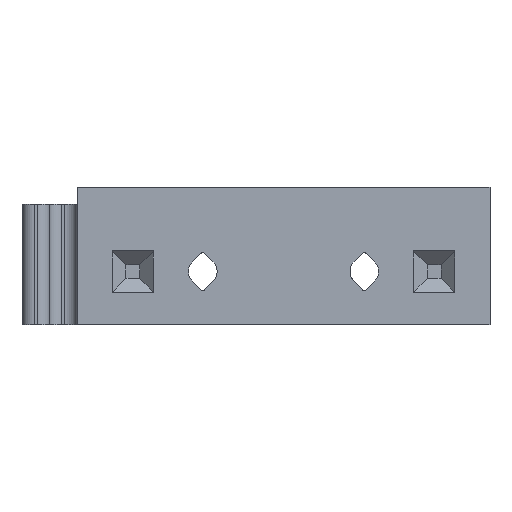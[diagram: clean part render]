
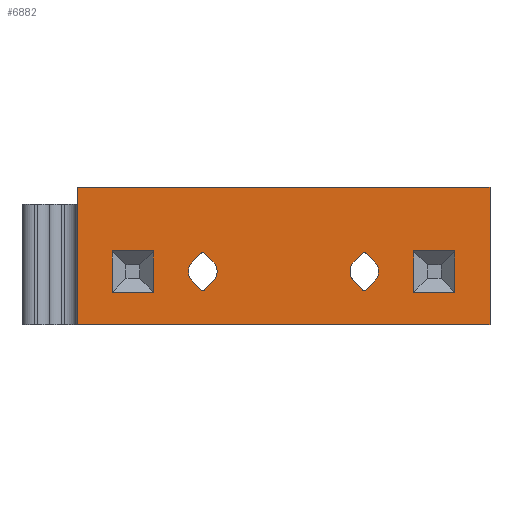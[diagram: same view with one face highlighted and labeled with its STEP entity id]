
A CAD part, front view. The second image highlights one B-rep face of the part: STEP entity #6882.
In plain terms, the highlighted planar face has unit normal (0, -1, 0).
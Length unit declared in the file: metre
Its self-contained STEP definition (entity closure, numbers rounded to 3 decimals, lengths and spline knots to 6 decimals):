
#137=PLANE('',#7398);
#377=CIRCLE('',#7374,0.002075);
#382=CIRCLE('',#7395,0.002075);
#385=CIRCLE('',#7399,0.0004);
#386=CIRCLE('',#7400,0.002075);
#387=CIRCLE('',#7401,0.0004);
#388=CIRCLE('',#7402,0.002075);
#389=CIRCLE('',#7403,0.0004);
#390=CIRCLE('',#7404,0.0004);
#580=LINE('',#9985,#1269);
#714=LINE('',#10410,#1403);
#888=LINE('',#11140,#1577);
#889=LINE('',#11143,#1578);
#890=LINE('',#11145,#1579);
#891=LINE('',#11147,#1580);
#892=LINE('',#11148,#1581);
#893=LINE('',#11151,#1582);
#894=LINE('',#11153,#1583);
#895=LINE('',#11155,#1584);
#896=LINE('',#11156,#1585);
#897=LINE('',#11157,#1586);
#898=LINE('',#11158,#1587);
#899=LINE('',#11160,#1588);
#900=LINE('',#11164,#1589);
#901=LINE('',#11168,#1590);
#902=LINE('',#11171,#1591);
#903=LINE('',#11176,#1592);
#904=LINE('',#11180,#1593);
#905=LINE('',#11181,#1594);
#1269=VECTOR('',#7776,1.);
#1403=VECTOR('',#8036,1.);
#1577=VECTOR('',#8516,1.);
#1578=VECTOR('',#8517,1.);
#1579=VECTOR('',#8518,1.);
#1580=VECTOR('',#8519,1.);
#1581=VECTOR('',#8520,1.);
#1582=VECTOR('',#8521,1.);
#1583=VECTOR('',#8522,1.);
#1584=VECTOR('',#8523,1.);
#1585=VECTOR('',#8524,1.);
#1586=VECTOR('',#8525,1.);
#1587=VECTOR('',#8526,1.);
#1588=VECTOR('',#8527,1.);
#1589=VECTOR('',#8530,1.);
#1590=VECTOR('',#8533,1.);
#1591=VECTOR('',#8536,1.);
#1592=VECTOR('',#8539,1.);
#1593=VECTOR('',#8542,1.);
#1594=VECTOR('',#8543,1.);
#2743=ORIENTED_EDGE('',*,*,#4641,.F.);
#2744=ORIENTED_EDGE('',*,*,#4642,.F.);
#2745=ORIENTED_EDGE('',*,*,#4643,.T.);
#2746=ORIENTED_EDGE('',*,*,#4644,.T.);
#2747=ORIENTED_EDGE('',*,*,#4645,.F.);
#2748=ORIENTED_EDGE('',*,*,#4646,.F.);
#2749=ORIENTED_EDGE('',*,*,#4647,.T.);
#2750=ORIENTED_EDGE('',*,*,#4648,.T.);
#2751=ORIENTED_EDGE('',*,*,#4649,.T.);
#2752=ORIENTED_EDGE('',*,*,#4321,.F.);
#2753=ORIENTED_EDGE('',*,*,#4650,.T.);
#2754=ORIENTED_EDGE('',*,*,#4138,.T.);
#2755=ORIENTED_EDGE('',*,*,#4651,.F.);
#2756=ORIENTED_EDGE('',*,*,#4636,.F.);
#2757=ORIENTED_EDGE('',*,*,#4652,.F.);
#2758=ORIENTED_EDGE('',*,*,#4653,.F.);
#2759=ORIENTED_EDGE('',*,*,#4654,.T.);
#2760=ORIENTED_EDGE('',*,*,#4655,.F.);
#2761=ORIENTED_EDGE('',*,*,#4656,.T.);
#2762=ORIENTED_EDGE('',*,*,#4657,.F.);
#2763=ORIENTED_EDGE('',*,*,#4658,.F.);
#2764=ORIENTED_EDGE('',*,*,#4659,.F.);
#2765=ORIENTED_EDGE('',*,*,#4660,.F.);
#2766=ORIENTED_EDGE('',*,*,#4661,.F.);
#2767=ORIENTED_EDGE('',*,*,#4662,.T.);
#2768=ORIENTED_EDGE('',*,*,#4596,.F.);
#2769=ORIENTED_EDGE('',*,*,#4663,.T.);
#2770=ORIENTED_EDGE('',*,*,#4664,.F.);
#4138=EDGE_CURVE('',#5150,#5149,#580,.F.);
#4321=EDGE_CURVE('',#5308,#5309,#714,.F.);
#4596=EDGE_CURVE('',#5527,#5528,#377,.T.);
#4636=EDGE_CURVE('',#5567,#5548,#382,.T.);
#4641=EDGE_CURVE('',#5572,#5573,#888,.T.);
#4642=EDGE_CURVE('',#5574,#5572,#889,.T.);
#4643=EDGE_CURVE('',#5574,#5575,#890,.T.);
#4644=EDGE_CURVE('',#5575,#5573,#891,.T.);
#4645=EDGE_CURVE('',#5576,#5577,#892,.T.);
#4646=EDGE_CURVE('',#5578,#5576,#893,.T.);
#4647=EDGE_CURVE('',#5578,#5579,#894,.T.);
#4648=EDGE_CURVE('',#5579,#5577,#895,.T.);
#4649=EDGE_CURVE('',#5149,#5309,#896,.T.);
#4650=EDGE_CURVE('',#5308,#5150,#897,.T.);
#4651=EDGE_CURVE('',#5548,#5580,#898,.T.);
#4652=EDGE_CURVE('',#5581,#5567,#899,.T.);
#4653=EDGE_CURVE('',#5582,#5581,#385,.T.);
#4654=EDGE_CURVE('',#5582,#5583,#900,.T.);
#4655=EDGE_CURVE('',#5584,#5583,#386,.T.);
#4656=EDGE_CURVE('',#5584,#5585,#901,.T.);
#4657=EDGE_CURVE('',#5580,#5585,#387,.T.);
#4658=EDGE_CURVE('',#5586,#5587,#902,.T.);
#4659=EDGE_CURVE('',#5588,#5586,#388,.T.);
#4660=EDGE_CURVE('',#5589,#5588,#903,.T.);
#4661=EDGE_CURVE('',#5590,#5589,#389,.T.);
#4662=EDGE_CURVE('',#5590,#5528,#904,.T.);
#4663=EDGE_CURVE('',#5527,#5591,#905,.T.);
#4664=EDGE_CURVE('',#5587,#5591,#390,.T.);
#5149=VERTEX_POINT('',#9984);
#5150=VERTEX_POINT('',#9986);
#5308=VERTEX_POINT('',#10409);
#5309=VERTEX_POINT('',#10411);
#5527=VERTEX_POINT('',#11020);
#5528=VERTEX_POINT('',#11022);
#5548=VERTEX_POINT('',#11076);
#5567=VERTEX_POINT('',#11129);
#5572=VERTEX_POINT('',#11141);
#5573=VERTEX_POINT('',#11142);
#5574=VERTEX_POINT('',#11144);
#5575=VERTEX_POINT('',#11146);
#5576=VERTEX_POINT('',#11149);
#5577=VERTEX_POINT('',#11150);
#5578=VERTEX_POINT('',#11152);
#5579=VERTEX_POINT('',#11154);
#5580=VERTEX_POINT('',#11159);
#5581=VERTEX_POINT('',#11161);
#5582=VERTEX_POINT('',#11163);
#5583=VERTEX_POINT('',#11165);
#5584=VERTEX_POINT('',#11167);
#5585=VERTEX_POINT('',#11169);
#5586=VERTEX_POINT('',#11172);
#5587=VERTEX_POINT('',#11173);
#5588=VERTEX_POINT('',#11175);
#5589=VERTEX_POINT('',#11177);
#5590=VERTEX_POINT('',#11179);
#5591=VERTEX_POINT('',#11182);
#6049=EDGE_LOOP('',(#2743,#2744,#2745,#2746));
#6050=EDGE_LOOP('',(#2747,#2748,#2749,#2750));
#6051=EDGE_LOOP('',(#2751,#2752,#2753,#2754));
#6052=EDGE_LOOP('',(#2755,#2756,#2757,#2758,#2759,#2760,#2761,#2762));
#6053=EDGE_LOOP('',(#2763,#2764,#2765,#2766,#2767,#2768,#2769,#2770));
#6444=FACE_BOUND('',#6049,.T.);
#6445=FACE_BOUND('',#6050,.T.);
#6446=FACE_BOUND('',#6051,.T.);
#6447=FACE_BOUND('',#6052,.T.);
#6448=FACE_BOUND('',#6053,.T.);
#6882=ADVANCED_FACE('',(#6444,#6445,#6446,#6447,#6448),#137,.T.);
#7374=AXIS2_PLACEMENT_3D('',#11021,#8451,#8452);
#7395=AXIS2_PLACEMENT_3D('',#11130,#8506,#8507);
#7398=AXIS2_PLACEMENT_3D('',#11139,#8514,#8515);
#7399=AXIS2_PLACEMENT_3D('',#11162,#8528,#8529);
#7400=AXIS2_PLACEMENT_3D('',#11166,#8531,#8532);
#7401=AXIS2_PLACEMENT_3D('',#11170,#8534,#8535);
#7402=AXIS2_PLACEMENT_3D('',#11174,#8537,#8538);
#7403=AXIS2_PLACEMENT_3D('',#11178,#8540,#8541);
#7404=AXIS2_PLACEMENT_3D('',#11183,#8544,#8545);
#7776=DIRECTION('',(1.,0.,0.));
#8036=DIRECTION('',(1.,0.,0.));
#8451=DIRECTION('',(0.,-1.,0.));
#8452=DIRECTION('',(1.,0.,0.));
#8506=DIRECTION('',(0.,-1.,0.));
#8507=DIRECTION('',(1.,0.,0.));
#8514=DIRECTION('',(0.,-1.,0.));
#8515=DIRECTION('',(1.,0.,0.));
#8516=DIRECTION('',(0.,0.,1.));
#8517=DIRECTION('',(1.,0.,0.));
#8518=DIRECTION('',(0.,0.,1.));
#8519=DIRECTION('',(1.,0.,0.));
#8520=DIRECTION('',(-1.,0.,0.));
#8521=DIRECTION('',(0.,0.,1.));
#8522=DIRECTION('',(-1.,0.,0.));
#8523=DIRECTION('',(0.,0.,1.));
#8524=DIRECTION('',(0.,0.,-1.));
#8525=DIRECTION('',(0.,0.,1.));
#8526=DIRECTION('',(0.707,0.,-0.707));
#8527=DIRECTION('',(-0.707,0.,-0.707));
#8528=DIRECTION('',(0.,-1.,0.));
#8529=DIRECTION('',(1.,0.,0.));
#8530=DIRECTION('',(0.707,0.,-0.707));
#8531=DIRECTION('',(0.,-1.,0.));
#8532=DIRECTION('',(1.,0.,0.));
#8533=DIRECTION('',(-0.707,0.,-0.707));
#8534=DIRECTION('',(0.,-1.,0.));
#8535=DIRECTION('',(1.,0.,0.));
#8536=DIRECTION('',(0.707,0.,-0.707));
#8537=DIRECTION('',(0.,-1.,0.));
#8538=DIRECTION('',(1.,0.,0.));
#8539=DIRECTION('',(-0.707,0.,-0.707));
#8540=DIRECTION('',(0.,-1.,0.));
#8541=DIRECTION('',(1.,0.,0.));
#8542=DIRECTION('',(0.707,0.,-0.707));
#8543=DIRECTION('',(-0.707,0.,-0.707));
#8544=DIRECTION('',(0.,-1.,0.));
#8545=DIRECTION('',(1.,0.,0.));
#9984=CARTESIAN_POINT('',(1.59,1.230025,0.38));
#9985=CARTESIAN_POINT('',(1.397889,1.230025,0.38));
#9986=CARTESIAN_POINT('',(1.65,1.230025,0.38));
#10409=CARTESIAN_POINT('',(1.65,1.230025,0.36));
#10410=CARTESIAN_POINT('',(1.697889,1.230025,0.36));
#10411=CARTESIAN_POINT('',(1.59,1.230025,0.36));
#11020=CARTESIAN_POINT('',(1.609734,1.230025,0.366266));
#11021=CARTESIAN_POINT('',(1.608267,1.230025,0.367733));
#11022=CARTESIAN_POINT('',(1.609734,1.230025,0.369201));
#11076=CARTESIAN_POINT('',(1.630266,1.230025,0.366266));
#11129=CARTESIAN_POINT('',(1.630266,1.230025,0.369201));
#11130=CARTESIAN_POINT('',(1.631733,1.230025,0.367733));
#11139=CARTESIAN_POINT('',(1.397889,1.230025,0.38));
#11140=CARTESIAN_POINT('',(1.644904,1.230025,0.369233));
#11141=CARTESIAN_POINT('',(1.644904,1.230025,0.364733));
#11142=CARTESIAN_POINT('',(1.644904,1.230025,0.370733));
#11143=CARTESIAN_POINT('',(1.641904,1.230025,0.364733));
#11144=CARTESIAN_POINT('',(1.638904,1.230025,0.364733));
#11145=CARTESIAN_POINT('',(1.638904,1.230025,0.367733));
#11146=CARTESIAN_POINT('',(1.638904,1.230025,0.370733));
#11147=CARTESIAN_POINT('',(1.641904,1.230025,0.370733));
#11148=CARTESIAN_POINT('',(1.598096,1.230025,0.370733));
#11149=CARTESIAN_POINT('',(1.601096,1.230025,0.370733));
#11150=CARTESIAN_POINT('',(1.595096,1.230025,0.370733));
#11151=CARTESIAN_POINT('',(1.601096,1.230025,0.367733));
#11152=CARTESIAN_POINT('',(1.601096,1.230025,0.364733));
#11153=CARTESIAN_POINT('',(1.598096,1.230025,0.364733));
#11154=CARTESIAN_POINT('',(1.595096,1.230025,0.364733));
#11155=CARTESIAN_POINT('',(1.595096,1.230025,0.367733));
#11156=CARTESIAN_POINT('',(1.59,1.230025,0.38));
#11157=CARTESIAN_POINT('',(1.65,1.230025,0.38));
#11158=CARTESIAN_POINT('',(1.507211,1.230025,0.489322));
#11159=CARTESIAN_POINT('',(1.631451,1.230025,0.365082));
#11160=CARTESIAN_POINT('',(1.519477,1.230025,0.258412));
#11161=CARTESIAN_POINT('',(1.631451,1.230025,0.370385));
#11162=CARTESIAN_POINT('',(1.631733,1.230025,0.370102));
#11163=CARTESIAN_POINT('',(1.632016,1.230025,0.370385));
#11164=CARTESIAN_POINT('',(1.510145,1.230025,0.492256));
#11165=CARTESIAN_POINT('',(1.633201,1.230025,0.369201));
#11166=CARTESIAN_POINT('',(1.631733,1.230025,0.367733));
#11167=CARTESIAN_POINT('',(1.633201,1.230025,0.366266));
#11168=CARTESIAN_POINT('',(1.522412,1.230025,0.255477));
#11169=CARTESIAN_POINT('',(1.632016,1.230025,0.365082));
#11170=CARTESIAN_POINT('',(1.631733,1.230025,0.365365));
#11171=CARTESIAN_POINT('',(1.495477,1.230025,0.477588));
#11172=CARTESIAN_POINT('',(1.606799,1.230025,0.366266));
#11173=CARTESIAN_POINT('',(1.607984,1.230025,0.365082));
#11174=CARTESIAN_POINT('',(1.608267,1.230025,0.367733));
#11175=CARTESIAN_POINT('',(1.606799,1.230025,0.369201));
#11176=CARTESIAN_POINT('',(1.507744,1.230025,0.270145));
#11177=CARTESIAN_POINT('',(1.607984,1.230025,0.370385));
#11178=CARTESIAN_POINT('',(1.608267,1.230025,0.370102));
#11179=CARTESIAN_POINT('',(1.608549,1.230025,0.370385));
#11180=CARTESIAN_POINT('',(1.498412,1.230025,0.480523));
#11181=CARTESIAN_POINT('',(1.510678,1.230025,0.267211));
#11182=CARTESIAN_POINT('',(1.608549,1.230025,0.365082));
#11183=CARTESIAN_POINT('',(1.608267,1.230025,0.365365));
